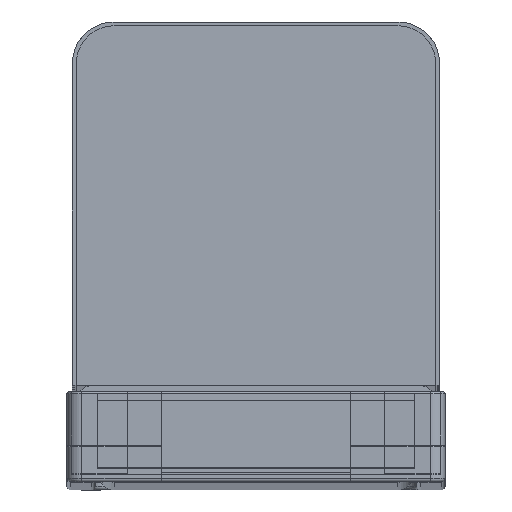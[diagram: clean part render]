
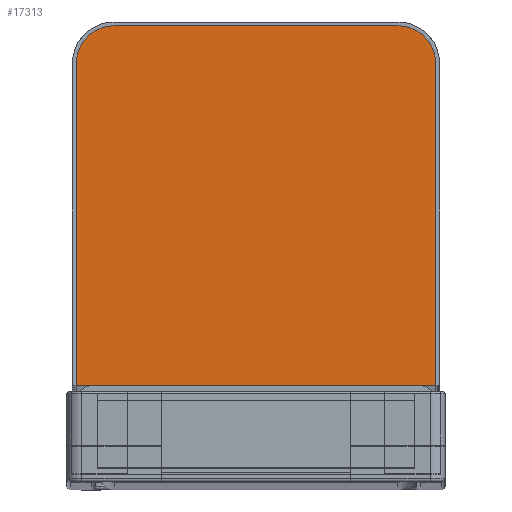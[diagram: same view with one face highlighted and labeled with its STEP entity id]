
A CAD part, top view. The second image highlights one B-rep face of the part: STEP entity #17313.
In plain terms, the highlighted planar face has unit normal (0, 0, 1).
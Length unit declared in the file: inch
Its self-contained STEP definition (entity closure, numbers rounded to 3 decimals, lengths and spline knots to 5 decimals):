
#267 = VECTOR ( 'NONE', #11743, 39.37008 ) ;
#926 = VERTEX_POINT ( 'NONE', #14214 ) ;
#2110 = ORIENTED_EDGE ( 'NONE', *, *, #19988, .T. ) ;
#2264 = DIRECTION ( 'NONE',  ( 1., 0., 0. ) ) ;
#2504 = CARTESIAN_POINT ( 'NONE',  ( 1.47638, 4.74409, 23.93701 ) ) ;
#2520 = CARTESIAN_POINT ( 'NONE',  ( 1.47638, 4.74409, 23.93701 ) ) ;
#2661 = CARTESIAN_POINT ( 'NONE',  ( -1.87008, 4.35039, 23.93701 ) ) ;
#3162 = VECTOR ( 'NONE', #9129, 39.37008 ) ;
#3463 = ORIENTED_EDGE ( 'NONE', *, *, #3910, .T. ) ;
#3910 = EDGE_CURVE ( 'NONE', #12349, #5371, #13200, .T. ) ;
#4515 = DIRECTION ( 'NONE',  ( 0., -1., 0. ) ) ;
#5161 = ORIENTED_EDGE ( 'NONE', *, *, #10877, .T. ) ;
#5330 = CARTESIAN_POINT ( 'NONE',  ( -1.87008, 1.00394, 23.93701 ) ) ;
#5371 = VERTEX_POINT ( 'NONE', #2661 ) ;
#5509 = CARTESIAN_POINT ( 'NONE',  ( 1.47638, 4.35039, 23.93701 ) ) ;
#5680 = ORIENTED_EDGE ( 'NONE', *, *, #13999, .T. ) ;
#6458 = LINE ( 'NONE', #14319, #10471 ) ;
#6517 = CARTESIAN_POINT ( 'NONE',  ( 1.47638, 4.35039, 23.93701 ) ) ;
#6611 = EDGE_CURVE ( 'NONE', #9884, #16859, #21072, .T. ) ;
#6730 = LINE ( 'NONE', #5330, #267 ) ;
#7226 = AXIS2_PLACEMENT_3D ( 'NONE', #5509, #10078, #2264 ) ;
#9129 = DIRECTION ( 'NONE',  ( -1., 0., 0. ) ) ;
#9679 = DIRECTION ( 'NONE',  ( 0., 0., 1. ) ) ;
#9884 = VERTEX_POINT ( 'NONE', #14848 ) ;
#10078 = DIRECTION ( 'NONE',  ( 0., 0., 1. ) ) ;
#10471 = VECTOR ( 'NONE', #4515, 39.37008 ) ;
#10738 = VECTOR ( 'NONE', #14410, 39.37008 ) ;
#10877 = EDGE_CURVE ( 'NONE', #926, #9884, #6730, .T. ) ;
#11147 = AXIS2_PLACEMENT_3D ( 'NONE', #6517, #9679, #19822 ) ;
#11715 = EDGE_CURVE ( 'NONE', #16859, #12004, #17761, .T. ) ;
#11743 = DIRECTION ( 'NONE',  ( 1., 0., 0. ) ) ;
#11928 = ORIENTED_EDGE ( 'NONE', *, *, #6611, .T. ) ;
#12004 = VERTEX_POINT ( 'NONE', #2504 ) ;
#12349 = VERTEX_POINT ( 'NONE', #17665 ) ;
#12854 = AXIS2_PLACEMENT_3D ( 'NONE', #14104, #13681, #17168 ) ;
#13200 = CIRCLE ( 'NONE', #12854, 0.3937 ) ;
#13681 = DIRECTION ( 'NONE',  ( 0., 0., 1. ) ) ;
#13999 = EDGE_CURVE ( 'NONE', #12004, #12349, #17427, .T. ) ;
#14104 = CARTESIAN_POINT ( 'NONE',  ( -1.47638, 4.35039, 23.93701 ) ) ;
#14214 = CARTESIAN_POINT ( 'NONE',  ( -1.87008, 1.00394, 23.93701 ) ) ;
#14319 = CARTESIAN_POINT ( 'NONE',  ( -1.87008, 4.35039, 23.93701 ) ) ;
#14410 = DIRECTION ( 'NONE',  ( 0., 1., 0. ) ) ;
#14434 = ORIENTED_EDGE ( 'NONE', *, *, #11715, .T. ) ;
#14627 = CARTESIAN_POINT ( 'NONE',  ( 1.87008, 1.00394, 23.93701 ) ) ;
#14848 = CARTESIAN_POINT ( 'NONE',  ( 1.87008, 1.00394, 23.93701 ) ) ;
#16834 = PLANE ( 'NONE',  #7226 ) ;
#16859 = VERTEX_POINT ( 'NONE', #19831 ) ;
#17168 = DIRECTION ( 'NONE',  ( 1., 0., 0. ) ) ;
#17313 = ADVANCED_FACE ( 'NONE', ( #20340 ), #16834, .T. ) ;
#17427 = LINE ( 'NONE', #2520, #3162 ) ;
#17665 = CARTESIAN_POINT ( 'NONE',  ( -1.47638, 4.74409, 23.93701 ) ) ;
#17761 = CIRCLE ( 'NONE', #11147, 0.3937 ) ;
#19822 = DIRECTION ( 'NONE',  ( 1., 0., 0. ) ) ;
#19831 = CARTESIAN_POINT ( 'NONE',  ( 1.87008, 4.35039, 23.93701 ) ) ;
#19863 = EDGE_LOOP ( 'NONE', ( #5161, #11928, #14434, #5680, #3463, #2110 ) ) ;
#19988 = EDGE_CURVE ( 'NONE', #5371, #926, #6458, .T. ) ;
#20340 = FACE_OUTER_BOUND ( 'NONE', #19863, .T. ) ;
#21072 = LINE ( 'NONE', #14627, #10738 ) ;
